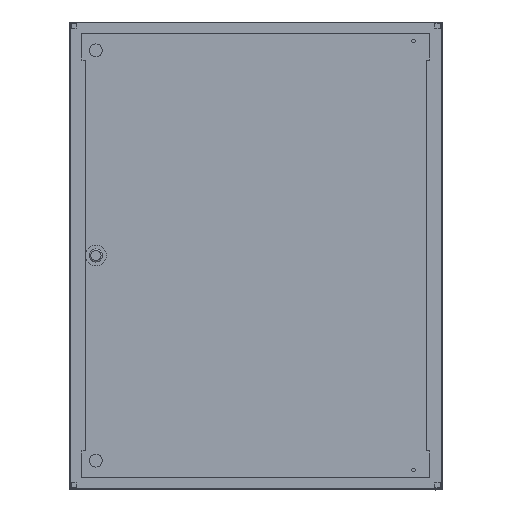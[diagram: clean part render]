
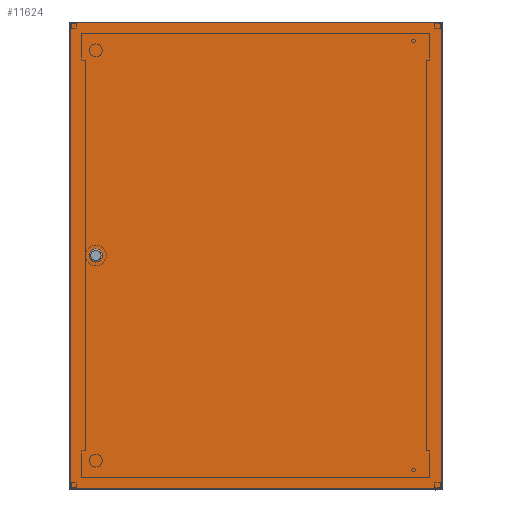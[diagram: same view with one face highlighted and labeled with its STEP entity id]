
A CAD part, top view. The second image highlights one B-rep face of the part: STEP entity #11624.
In plain terms, the highlighted face is planar.
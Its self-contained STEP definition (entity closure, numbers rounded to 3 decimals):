
#204 = LINE ( 'NONE', #12566, #11442 ) ;
#828 = DIRECTION ( 'NONE',  ( 0., 0., -1. ) ) ;
#943 = EDGE_CURVE ( 'NONE', #3667, #8933, #13988, .T. ) ;
#1060 = DIRECTION ( 'NONE',  ( 0., 0., -1. ) ) ;
#1280 = CARTESIAN_POINT ( 'NONE',  ( -397.5, -499.25, 0. ) ) ;
#1538 = CARTESIAN_POINT ( 'NONE',  ( -397.5, 499.25, 0. ) ) ;
#1545 = CARTESIAN_POINT ( 'NONE',  ( 397.5, -499.25, 0. ) ) ;
#1624 = CARTESIAN_POINT ( 'NONE',  ( -397.5, 499.25, 0. ) ) ;
#2213 = ORIENTED_EDGE ( 'NONE', *, *, #11683, .F. ) ;
#2286 = DIRECTION ( 'NONE',  ( 0., 1., 0. ) ) ;
#2908 = CARTESIAN_POINT ( 'NONE',  ( 342.5, 0., 0. ) ) ;
#2971 = VERTEX_POINT ( 'NONE', #1538 ) ;
#3046 = FACE_OUTER_BOUND ( 'NONE', #10738, .T. ) ;
#3130 = EDGE_LOOP ( 'NONE', ( #8361, #3166 ) ) ;
#3166 = ORIENTED_EDGE ( 'NONE', *, *, #943, .F. ) ;
#3380 = CARTESIAN_POINT ( 'NONE',  ( 0., 0., 0. ) ) ;
#3667 = VERTEX_POINT ( 'NONE', #6631 ) ;
#3676 = AXIS2_PLACEMENT_3D ( 'NONE', #2908, #14347, #10874 ) ;
#3871 = ORIENTED_EDGE ( 'NONE', *, *, #4332, .F. ) ;
#3885 = DIRECTION ( 'NONE',  ( 0., -1., 0. ) ) ;
#3949 = EDGE_CURVE ( 'NONE', #8933, #3667, #6293, .T. ) ;
#4332 = EDGE_CURVE ( 'NONE', #8946, #12136, #204, .T. ) ;
#4492 = LINE ( 'NONE', #13364, #13420 ) ;
#4863 = EDGE_CURVE ( 'NONE', #12145, #2971, #6634, .T. ) ;
#5279 = DIRECTION ( 'NONE',  ( -1., 0., 0. ) ) ;
#5529 = CARTESIAN_POINT ( 'NONE',  ( 397.5, 499.25, 0. ) ) ;
#5549 = DIRECTION ( 'NONE',  ( 1., 0., 0. ) ) ;
#5850 = CARTESIAN_POINT ( 'NONE',  ( 397.5, 499.25, 0. ) ) ;
#6293 = CIRCLE ( 'NONE', #14026, 14. ) ;
#6631 = CARTESIAN_POINT ( 'NONE',  ( 328.5, 0., 0. ) ) ;
#6634 = LINE ( 'NONE', #5529, #13111 ) ;
#6755 = DIRECTION ( 'NONE',  ( -1., 0., 0. ) ) ;
#7753 = EDGE_CURVE ( 'NONE', #12136, #12145, #4492, .T. ) ;
#7862 = CARTESIAN_POINT ( 'NONE',  ( 356.5, 0., 0. ) ) ;
#8005 = ORIENTED_EDGE ( 'NONE', *, *, #4863, .F. ) ;
#8361 = ORIENTED_EDGE ( 'NONE', *, *, #3949, .F. ) ;
#8933 = VERTEX_POINT ( 'NONE', #7862 ) ;
#8946 = VERTEX_POINT ( 'NONE', #1280 ) ;
#9233 = LINE ( 'NONE', #1624, #11249 ) ;
#9886 = CARTESIAN_POINT ( 'NONE',  ( 342.5, 0., 0. ) ) ;
#10738 = EDGE_LOOP ( 'NONE', ( #2213, #8005, #10866, #3871 ) ) ;
#10866 = ORIENTED_EDGE ( 'NONE', *, *, #7753, .F. ) ;
#10874 = DIRECTION ( 'NONE',  ( -1., 0., 0. ) ) ;
#11249 = VECTOR ( 'NONE', #3885, 1000. ) ;
#11442 = VECTOR ( 'NONE', #5549, 1000. ) ;
#11444 = DIRECTION ( 'NONE',  ( -1., 0., 0. ) ) ;
#11624 = ADVANCED_FACE ( 'NONE', ( #13084, #3046 ), #12314, .T. ) ;
#11683 = EDGE_CURVE ( 'NONE', #2971, #8946, #9233, .T. ) ;
#12136 = VERTEX_POINT ( 'NONE', #1545 ) ;
#12145 = VERTEX_POINT ( 'NONE', #5850 ) ;
#12314 = PLANE ( 'NONE',  #13820 ) ;
#12566 = CARTESIAN_POINT ( 'NONE',  ( 397.5, -499.25, 0. ) ) ;
#13084 = FACE_BOUND ( 'NONE', #3130, .T. ) ;
#13111 = VECTOR ( 'NONE', #11444, 1000. ) ;
#13364 = CARTESIAN_POINT ( 'NONE',  ( 397.5, 499.25, 0. ) ) ;
#13420 = VECTOR ( 'NONE', #2286, 1000. ) ;
#13820 = AXIS2_PLACEMENT_3D ( 'NONE', #3380, #1060, #6755 ) ;
#13988 = CIRCLE ( 'NONE', #3676, 14. ) ;
#14026 = AXIS2_PLACEMENT_3D ( 'NONE', #9886, #828, #5279 ) ;
#14347 = DIRECTION ( 'NONE',  ( 0., 0., -1. ) ) ;
